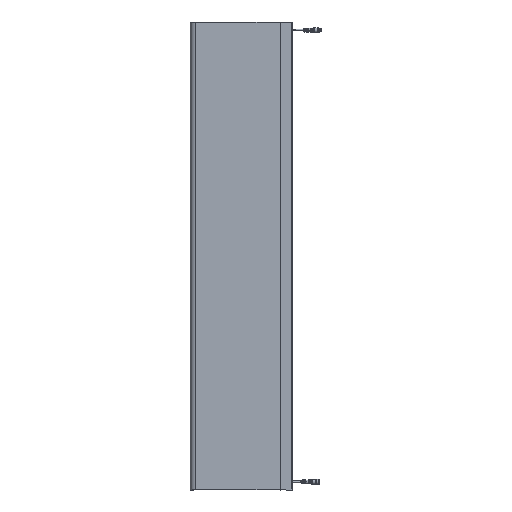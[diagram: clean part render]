
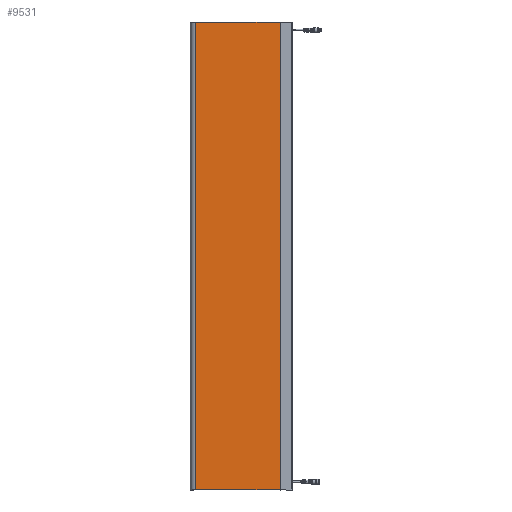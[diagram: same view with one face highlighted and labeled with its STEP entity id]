
A CAD part, left-side view. The second image highlights one B-rep face of the part: STEP entity #9531.
In plain terms, the highlighted planar face has unit normal (-1, 0, 0).
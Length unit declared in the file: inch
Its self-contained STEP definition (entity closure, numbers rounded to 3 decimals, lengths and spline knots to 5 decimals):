
#767 = DIRECTION ( 'NONE',  ( 0., 0., -1. ) ) ;
#1211 = ORIENTED_EDGE ( 'NONE', *, *, #9142, .T. ) ;
#1494 = DIRECTION ( 'NONE',  ( 0., -1., 0. ) ) ;
#1652 = EDGE_CURVE ( 'NONE', #6480, #3108, #2564, .T. ) ;
#1713 = PLANE ( 'NONE',  #10416 ) ;
#2224 = ORIENTED_EDGE ( 'NONE', *, *, #1652, .T. ) ;
#2466 = CARTESIAN_POINT ( 'NONE',  ( -1.87008, 0.05906, 36. ) ) ;
#2564 = LINE ( 'NONE', #11209, #9413 ) ;
#2653 = DIRECTION ( 'NONE',  ( 0., 0., 1. ) ) ;
#2885 = LINE ( 'NONE', #4013, #4332 ) ;
#3108 = VERTEX_POINT ( 'NONE', #13790 ) ;
#3625 = VECTOR ( 'NONE', #8187, 39.37008 ) ;
#4013 = CARTESIAN_POINT ( 'NONE',  ( -1.87008, 3.04134, 36. ) ) ;
#4332 = VECTOR ( 'NONE', #5276, 39.37008 ) ;
#4592 = EDGE_CURVE ( 'NONE', #6244, #6480, #11619, .T. ) ;
#5276 = DIRECTION ( 'NONE',  ( 0., -1., 0. ) ) ;
#5720 = ORIENTED_EDGE ( 'NONE', *, *, #4592, .T. ) ;
#6113 = LINE ( 'NONE', #9177, #3625 ) ;
#6244 = VERTEX_POINT ( 'NONE', #10535 ) ;
#6422 = VERTEX_POINT ( 'NONE', #2466 ) ;
#6480 = VERTEX_POINT ( 'NONE', #12948 ) ;
#7387 = VECTOR ( 'NONE', #767, 39.37008 ) ;
#7794 = EDGE_LOOP ( 'NONE', ( #7993, #5720, #2224, #1211 ) ) ;
#7993 = ORIENTED_EDGE ( 'NONE', *, *, #12087, .F. ) ;
#8187 = DIRECTION ( 'NONE',  ( 0., 0., 1. ) ) ;
#8236 = DIRECTION ( 'NONE',  ( -1., 0., 0. ) ) ;
#9142 = EDGE_CURVE ( 'NONE', #3108, #6422, #6113, .T. ) ;
#9177 = CARTESIAN_POINT ( 'NONE',  ( -1.87008, 0.05906, 18. ) ) ;
#9238 = FACE_OUTER_BOUND ( 'NONE', #7794, .T. ) ;
#9413 = VECTOR ( 'NONE', #1494, 39.37008 ) ;
#9531 = ADVANCED_FACE ( 'NONE', ( #9238 ), #1713, .T. ) ;
#10373 = CARTESIAN_POINT ( 'NONE',  ( -1.87008, 0.05906, 0. ) ) ;
#10416 = AXIS2_PLACEMENT_3D ( 'NONE', #10373, #8236, #2653 ) ;
#10535 = CARTESIAN_POINT ( 'NONE',  ( -1.87008, 6.5748, 36. ) ) ;
#11209 = CARTESIAN_POINT ( 'NONE',  ( -1.87008, 3.04134, 0. ) ) ;
#11619 = LINE ( 'NONE', #12820, #7387 ) ;
#12087 = EDGE_CURVE ( 'NONE', #6244, #6422, #2885, .T. ) ;
#12820 = CARTESIAN_POINT ( 'NONE',  ( -1.87008, 6.5748, 18. ) ) ;
#12948 = CARTESIAN_POINT ( 'NONE',  ( -1.87008, 6.5748, 0. ) ) ;
#13790 = CARTESIAN_POINT ( 'NONE',  ( -1.87008, 0.05906, 0. ) ) ;
